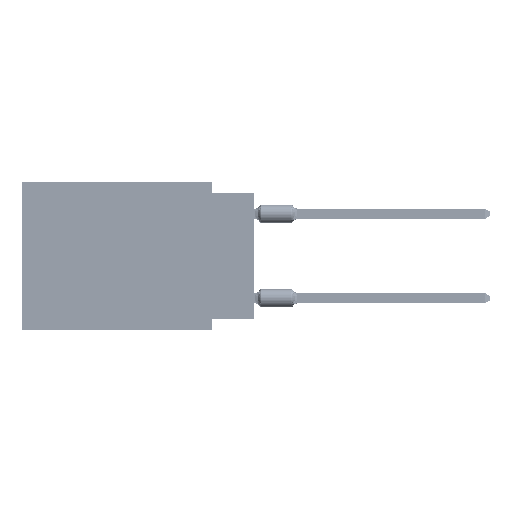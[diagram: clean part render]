
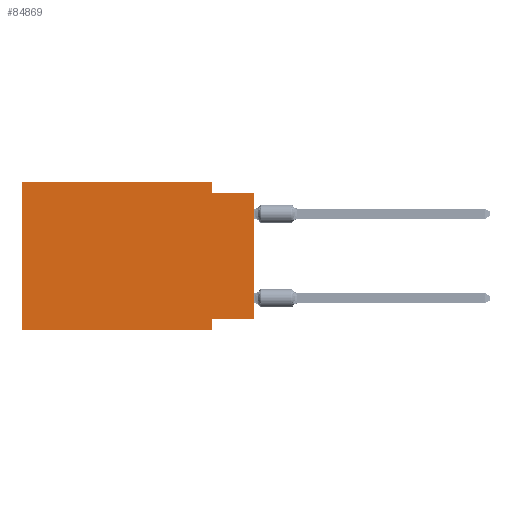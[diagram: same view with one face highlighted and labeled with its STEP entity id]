
A CAD part, left-side view. The second image highlights one B-rep face of the part: STEP entity #84869.
In plain terms, the highlighted planar face has unit normal (-1, 0, 0).
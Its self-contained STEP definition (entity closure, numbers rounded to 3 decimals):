
#1152 = EDGE_CURVE ( 'NONE', #76881, #82704, #44265, .T. ) ;
#3164 = CARTESIAN_POINT ( 'NONE',  ( 0., 13.97, 0. ) ) ;
#5824 = EDGE_CURVE ( 'NONE', #120960, #93682, #89260, .T. ) ;
#6209 = DIRECTION ( 'NONE',  ( 0., 0., 1. ) ) ;
#7932 = VECTOR ( 'NONE', #14139, 1000. ) ;
#8549 = DIRECTION ( 'NONE',  ( 0., -1., 0. ) ) ;
#14139 = DIRECTION ( 'NONE',  ( 0., -1., 0. ) ) ;
#14638 = CARTESIAN_POINT ( 'NONE',  ( 0., 2.54, 0. ) ) ;
#20620 = LINE ( 'NONE', #58163, #22352 ) ;
#21237 = CARTESIAN_POINT ( 'NONE',  ( 0., 0., -0.635 ) ) ;
#21528 = DIRECTION ( 'NONE',  ( 0., -1., 0. ) ) ;
#22352 = VECTOR ( 'NONE', #87083, 1000. ) ;
#26976 = CARTESIAN_POINT ( 'NONE',  ( 0., 2.54, 0. ) ) ;
#28042 = CARTESIAN_POINT ( 'NONE',  ( 0., 2.54, -8.255 ) ) ;
#29058 = DIRECTION ( 'NONE',  ( 1., 0., 0. ) ) ;
#32703 = ORIENTED_EDGE ( 'NONE', *, *, #1152, .T. ) ;
#34819 = VERTEX_POINT ( 'NONE', #85004 ) ;
#39586 = LINE ( 'NONE', #56275, #47882 ) ;
#40082 = DIRECTION ( 'NONE',  ( 0., 0., -1. ) ) ;
#40981 = DIRECTION ( 'NONE',  ( 0., 0., 1. ) ) ;
#42792 = CARTESIAN_POINT ( 'NONE',  ( 0., 2.54, -0.635 ) ) ;
#43392 = CARTESIAN_POINT ( 'NONE',  ( 0., 2.54, -8.89 ) ) ;
#43564 = VERTEX_POINT ( 'NONE', #26976 ) ;
#44265 = LINE ( 'NONE', #55315, #99556 ) ;
#44608 = EDGE_CURVE ( 'NONE', #78537, #50838, #20620, .T. ) ;
#47774 = CARTESIAN_POINT ( 'NONE',  ( 0., 13.97, -8.89 ) ) ;
#47882 = VECTOR ( 'NONE', #65520, 1000. ) ;
#49506 = CARTESIAN_POINT ( 'NONE',  ( 0., 0., -8.255 ) ) ;
#50838 = VERTEX_POINT ( 'NONE', #28042 ) ;
#52763 = ORIENTED_EDGE ( 'NONE', *, *, #119266, .F. ) ;
#55315 = CARTESIAN_POINT ( 'NONE',  ( 0., 13.97, -8.89 ) ) ;
#56275 = CARTESIAN_POINT ( 'NONE',  ( 0., 2.54, -8.89 ) ) ;
#58163 = CARTESIAN_POINT ( 'NONE',  ( 0., 0., -8.255 ) ) ;
#61924 = CARTESIAN_POINT ( 'NONE',  ( 0., 13.97, 0. ) ) ;
#65520 = DIRECTION ( 'NONE',  ( 0., 0., -1. ) ) ;
#66779 = ORIENTED_EDGE ( 'NONE', *, *, #111103, .T. ) ;
#66880 = ORIENTED_EDGE ( 'NONE', *, *, #92639, .F. ) ;
#67735 = CARTESIAN_POINT ( 'NONE',  ( 0., 13.97, 0. ) ) ;
#68941 = CARTESIAN_POINT ( 'NONE',  ( 0., 0., -0.635 ) ) ;
#69161 = VECTOR ( 'NONE', #40981, 1000. ) ;
#75892 = VECTOR ( 'NONE', #21528, 1000. ) ;
#76881 = VERTEX_POINT ( 'NONE', #47774 ) ;
#78265 = PLANE ( 'NONE',  #108109 ) ;
#78537 = VERTEX_POINT ( 'NONE', #49506 ) ;
#82679 = ORIENTED_EDGE ( 'NONE', *, *, #97271, .F. ) ;
#82704 = VERTEX_POINT ( 'NONE', #43392 ) ;
#82878 = VECTOR ( 'NONE', #90945, 1000. ) ;
#84869 = ADVANCED_FACE ( 'NONE', ( #115219 ), #78265, .F. ) ;
#85004 = CARTESIAN_POINT ( 'NONE',  ( 0., 13.97, 0. ) ) ;
#87083 = DIRECTION ( 'NONE',  ( 0., 1., 0. ) ) ;
#87813 = LINE ( 'NONE', #61924, #69161 ) ;
#88708 = EDGE_CURVE ( 'NONE', #76881, #34819, #87813, .T. ) ;
#89260 = LINE ( 'NONE', #68941, #7932 ) ;
#90945 = DIRECTION ( 'NONE',  ( 0., 0., -1. ) ) ;
#92639 = EDGE_CURVE ( 'NONE', #34819, #43564, #107097, .T. ) ;
#93682 = VERTEX_POINT ( 'NONE', #21237 ) ;
#97271 = EDGE_CURVE ( 'NONE', #50838, #82704, #39586, .T. ) ;
#99556 = VECTOR ( 'NONE', #8549, 1000. ) ;
#99790 = LINE ( 'NONE', #101636, #109344 ) ;
#101409 = LINE ( 'NONE', #14638, #82878 ) ;
#101636 = CARTESIAN_POINT ( 'NONE',  ( 0., 0., 0. ) ) ;
#104307 = EDGE_LOOP ( 'NONE', ( #66779, #105809, #52763, #66880, #117806, #32703, #82679, #113271 ) ) ;
#105809 = ORIENTED_EDGE ( 'NONE', *, *, #5824, .F. ) ;
#107097 = LINE ( 'NONE', #67735, #75892 ) ;
#108109 = AXIS2_PLACEMENT_3D ( 'NONE', #3164, #29058, #40082 ) ;
#109344 = VECTOR ( 'NONE', #6209, 1000. ) ;
#111103 = EDGE_CURVE ( 'NONE', #78537, #93682, #99790, .T. ) ;
#113271 = ORIENTED_EDGE ( 'NONE', *, *, #44608, .F. ) ;
#115219 = FACE_OUTER_BOUND ( 'NONE', #104307, .T. ) ;
#117806 = ORIENTED_EDGE ( 'NONE', *, *, #88708, .F. ) ;
#119266 = EDGE_CURVE ( 'NONE', #43564, #120960, #101409, .T. ) ;
#120960 = VERTEX_POINT ( 'NONE', #42792 ) ;
